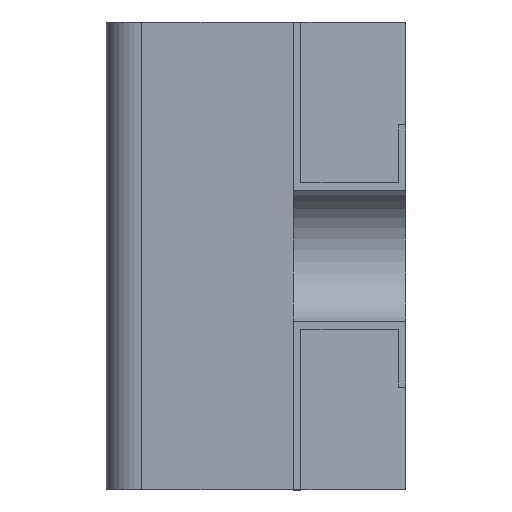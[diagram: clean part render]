
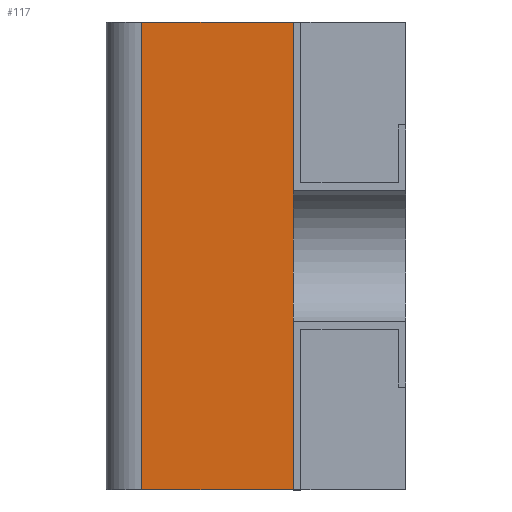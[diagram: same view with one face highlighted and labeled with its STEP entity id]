
A CAD part, left-side view. The second image highlights one B-rep face of the part: STEP entity #117.
In plain terms, the highlighted planar face has unit normal (-0.999, 0.052, 0).
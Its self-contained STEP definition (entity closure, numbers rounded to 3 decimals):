
#44 = CARTESIAN_POINT ( 'NONE',  ( -0.7, 0.3, 0.625 ) ) ;
#116 = DIRECTION ( 'NONE',  ( 0., 0., 1. ) ) ;
#117 = ADVANCED_FACE ( 'NONE', ( #2155 ), #2296, .T. ) ;
#199 = VERTEX_POINT ( 'NONE', #219 ) ;
#219 = CARTESIAN_POINT ( 'NONE',  ( -0.679, 0.705, 0.625 ) ) ;
#405 = EDGE_CURVE ( 'NONE', #1430, #199, #2462, .T. ) ;
#491 = CARTESIAN_POINT ( 'NONE',  ( -0.7, 0.3, -2.112 ) ) ;
#501 = CARTESIAN_POINT ( 'NONE',  ( -0.679, 0.705, -2.112 ) ) ;
#764 = AXIS2_PLACEMENT_3D ( 'NONE', #1862, #1016, #2803 ) ;
#884 = CARTESIAN_POINT ( 'NONE',  ( -0.679, 0.705, -0.625 ) ) ;
#1016 = DIRECTION ( 'NONE',  ( -0.999, 0.052, 0. ) ) ;
#1050 = EDGE_LOOP ( 'NONE', ( #2063, #2077, #2058, #1136 ) ) ;
#1136 = ORIENTED_EDGE ( 'NONE', *, *, #405, .F. ) ;
#1357 = CARTESIAN_POINT ( 'NONE',  ( -0.679, 0.705, -0.625 ) ) ;
#1430 = VERTEX_POINT ( 'NONE', #884 ) ;
#1484 = VERTEX_POINT ( 'NONE', #44 ) ;
#1517 = VECTOR ( 'NONE', #116, 1000. ) ;
#1555 = LINE ( 'NONE', #2082, #1561 ) ;
#1561 = VECTOR ( 'NONE', #1685, 1000. ) ;
#1685 = DIRECTION ( 'NONE',  ( -0.052, -0.999, 0. ) ) ;
#1862 = CARTESIAN_POINT ( 'NONE',  ( -0.679, 0.705, -2.112 ) ) ;
#1868 = EDGE_CURVE ( 'NONE', #2366, #1484, #2794, .T. ) ;
#2058 = ORIENTED_EDGE ( 'NONE', *, *, #2816, .F. ) ;
#2063 = ORIENTED_EDGE ( 'NONE', *, *, #2297, .F. ) ;
#2077 = ORIENTED_EDGE ( 'NONE', *, *, #1868, .T. ) ;
#2082 = CARTESIAN_POINT ( 'NONE',  ( -0.679, 0.705, 0.625 ) ) ;
#2155 = FACE_OUTER_BOUND ( 'NONE', #1050, .T. ) ;
#2209 = DIRECTION ( 'NONE',  ( 0.052, 0.999, 0. ) ) ;
#2267 = DIRECTION ( 'NONE',  ( 0., 0., 1. ) ) ;
#2296 = PLANE ( 'NONE',  #764 ) ;
#2297 = EDGE_CURVE ( 'NONE', #2366, #1430, #2451, .T. ) ;
#2366 = VERTEX_POINT ( 'NONE', #2782 ) ;
#2434 = VECTOR ( 'NONE', #2209, 1000. ) ;
#2451 = LINE ( 'NONE', #1357, #2434 ) ;
#2462 = LINE ( 'NONE', #501, #1517 ) ;
#2721 = VECTOR ( 'NONE', #2267, 1000. ) ;
#2782 = CARTESIAN_POINT ( 'NONE',  ( -0.7, 0.3, -0.625 ) ) ;
#2794 = LINE ( 'NONE', #491, #2721 ) ;
#2803 = DIRECTION ( 'NONE',  ( -0.052, -0.999, 0. ) ) ;
#2816 = EDGE_CURVE ( 'NONE', #199, #1484, #1555, .T. ) ;
